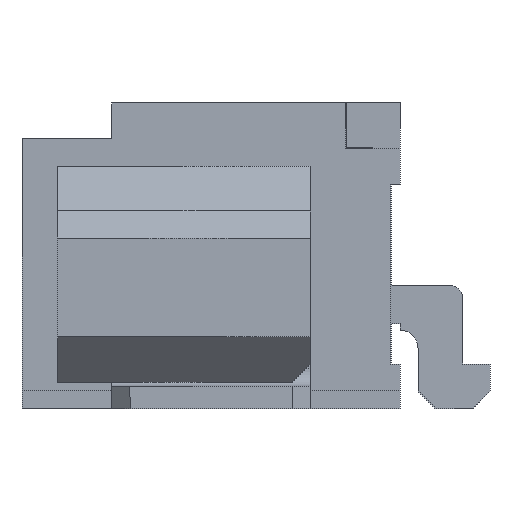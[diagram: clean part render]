
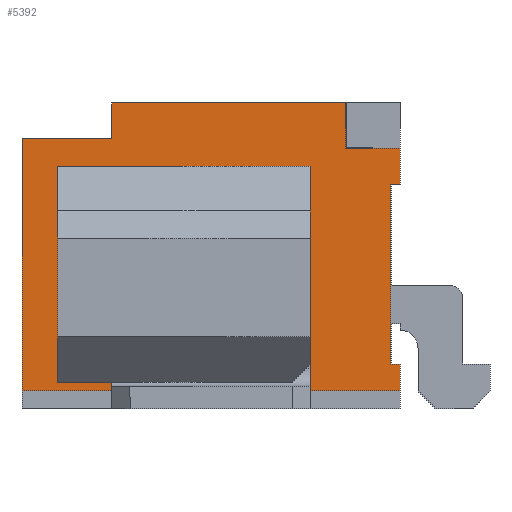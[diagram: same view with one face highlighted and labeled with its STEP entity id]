
A CAD part, left-side view. The second image highlights one B-rep face of the part: STEP entity #5392.
In plain terms, the highlighted planar face has unit normal (-1, 0, 0).
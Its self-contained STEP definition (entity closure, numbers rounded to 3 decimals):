
#13 = LINE ( 'NONE', #1610, #5295 ) ;
#39 = CARTESIAN_POINT ( 'NONE',  ( -2.125, -2.225, -1.5 ) ) ;
#69 = EDGE_CURVE ( 'NONE', #1436, #77, #5235, .T. ) ;
#77 = VERTEX_POINT ( 'NONE', #2270 ) ;
#123 = EDGE_CURVE ( 'NONE', #4951, #5060, #4038, .T. ) ;
#270 = CARTESIAN_POINT ( 'NONE',  ( -2.125, 0.975, -1.3 ) ) ;
#285 = CARTESIAN_POINT ( 'NONE',  ( -2.125, 0.975, 1.6 ) ) ;
#297 = VECTOR ( 'NONE', #3657, 1000. ) ;
#670 = CARTESIAN_POINT ( 'NONE',  ( -2.125, 0.975, -1.5 ) ) ;
#784 = LINE ( 'NONE', #4681, #297 ) ;
#800 = EDGE_CURVE ( 'NONE', #3908, #2262, #6436, .T. ) ;
#824 = VECTOR ( 'NONE', #1983, 1000. ) ;
#840 = DIRECTION ( 'NONE',  ( 0., 0., -1. ) ) ;
#857 = VECTOR ( 'NONE', #5366, 1000. ) ;
#901 = ORIENTED_EDGE ( 'NONE', *, *, #4040, .T. ) ;
#965 = CARTESIAN_POINT ( 'NONE',  ( -2.125, -3.125, 0.7 ) ) ;
#979 = VERTEX_POINT ( 'NONE', #3424 ) ;
#1024 = ORIENTED_EDGE ( 'NONE', *, *, #5485, .T. ) ;
#1040 = LINE ( 'NONE', #270, #3619 ) ;
#1095 = EDGE_CURVE ( 'NONE', #3298, #5353, #4255, .T. ) ;
#1103 = LINE ( 'NONE', #2447, #3054 ) ;
#1220 = EDGE_CURVE ( 'NONE', #979, #3149, #5214, .T. ) ;
#1233 = VERTEX_POINT ( 'NONE', #1847 ) ;
#1336 = DIRECTION ( 'NONE',  ( 0., 1., 0. ) ) ;
#1408 = CARTESIAN_POINT ( 'NONE',  ( -2.125, -3.225, -1.6 ) ) ;
#1424 = CARTESIAN_POINT ( 'NONE',  ( -2.125, 0.975, 0.9 ) ) ;
#1436 = VERTEX_POINT ( 'NONE', #39 ) ;
#1443 = FACE_BOUND ( 'NONE', #2524, .T. ) ;
#1502 = LINE ( 'NONE', #4487, #4693 ) ;
#1610 = CARTESIAN_POINT ( 'NONE',  ( -2.125, 0.975, 0.7 ) ) ;
#1724 = PLANE ( 'NONE',  #4045 ) ;
#1799 = VECTOR ( 'NONE', #4819, 1000. ) ;
#1806 = ORIENTED_EDGE ( 'NONE', *, *, #5672, .T. ) ;
#1820 = CARTESIAN_POINT ( 'NONE',  ( -2.125, 0.975, -1.6 ) ) ;
#1832 = VECTOR ( 'NONE', #2768, 1000. ) ;
#1847 = CARTESIAN_POINT ( 'NONE',  ( -2.125, -3.225, 0.7 ) ) ;
#1858 = ORIENTED_EDGE ( 'NONE', *, *, #5491, .T. ) ;
#1894 = DIRECTION ( 'NONE',  ( 0., 1., 0. ) ) ;
#1941 = FACE_OUTER_BOUND ( 'NONE', #5448, .T. ) ;
#1983 = DIRECTION ( 'NONE',  ( 0., -1., 0. ) ) ;
#1999 = LINE ( 'NONE', #1820, #857 ) ;
#2245 = ORIENTED_EDGE ( 'NONE', *, *, #1220, .T. ) ;
#2262 = VERTEX_POINT ( 'NONE', #5050 ) ;
#2270 = CARTESIAN_POINT ( 'NONE',  ( -2.125, 0.575, -1.5 ) ) ;
#2280 = VERTEX_POINT ( 'NONE', #2589 ) ;
#2426 = CARTESIAN_POINT ( 'NONE',  ( -2.125, -0.025, 1.6 ) ) ;
#2447 = CARTESIAN_POINT ( 'NONE',  ( -2.125, -3.225, -1.8 ) ) ;
#2501 = LINE ( 'NONE', #5294, #2816 ) ;
#2524 = EDGE_LOOP ( 'NONE', ( #6319, #1858, #4206, #1024 ) ) ;
#2589 = CARTESIAN_POINT ( 'NONE',  ( -2.125, 0.975, -1.6 ) ) ;
#2617 = VECTOR ( 'NONE', #5818, 1000. ) ;
#2709 = DIRECTION ( 'NONE',  ( -1., 0., 0. ) ) ;
#2768 = DIRECTION ( 'NONE',  ( 0., 0., 1. ) ) ;
#2798 = VERTEX_POINT ( 'NONE', #6188 ) ;
#2816 = VECTOR ( 'NONE', #4331, 1000. ) ;
#2879 = VECTOR ( 'NONE', #3059, 1000. ) ;
#2894 = EDGE_CURVE ( 'NONE', #5415, #2280, #784, .T. ) ;
#3054 = VECTOR ( 'NONE', #3384, 1000. ) ;
#3059 = DIRECTION ( 'NONE',  ( 0., 0., -1. ) ) ;
#3091 = CARTESIAN_POINT ( 'NONE',  ( -2.125, 0.575, 0.9 ) ) ;
#3149 = VERTEX_POINT ( 'NONE', #2426 ) ;
#3243 = ORIENTED_EDGE ( 'NONE', *, *, #123, .F. ) ;
#3245 = EDGE_CURVE ( 'NONE', #2798, #3876, #1502, .T. ) ;
#3298 = VERTEX_POINT ( 'NONE', #3091 ) ;
#3306 = ORIENTED_EDGE ( 'NONE', *, *, #6218, .T. ) ;
#3323 = ORIENTED_EDGE ( 'NONE', *, *, #5002, .T. ) ;
#3357 = CARTESIAN_POINT ( 'NONE',  ( -2.125, 0.975, 1.1 ) ) ;
#3384 = DIRECTION ( 'NONE',  ( 0., 0., 1. ) ) ;
#3424 = CARTESIAN_POINT ( 'NONE',  ( -2.125, -2.625, 1.6 ) ) ;
#3592 = EDGE_CURVE ( 'NONE', #2280, #5060, #1999, .T. ) ;
#3619 = VECTOR ( 'NONE', #1336, 1000. ) ;
#3657 = DIRECTION ( 'NONE',  ( 0., 0., -1. ) ) ;
#3726 = DIRECTION ( 'NONE',  ( 0., -1., 0. ) ) ;
#3762 = VERTEX_POINT ( 'NONE', #4504 ) ;
#3771 = ORIENTED_EDGE ( 'NONE', *, *, #3592, .T. ) ;
#3876 = VERTEX_POINT ( 'NONE', #965 ) ;
#3908 = VERTEX_POINT ( 'NONE', #4544 ) ;
#3970 = LINE ( 'NONE', #6197, #1832 ) ;
#3971 = DIRECTION ( 'NONE',  ( 0., 0., 1. ) ) ;
#4019 = VECTOR ( 'NONE', #1894, 1000. ) ;
#4038 = LINE ( 'NONE', #4969, #6361 ) ;
#4040 = EDGE_CURVE ( 'NONE', #2262, #979, #3970, .T. ) ;
#4045 = AXIS2_PLACEMENT_3D ( 'NONE', #5784, #2709, #4263 ) ;
#4188 = ORIENTED_EDGE ( 'NONE', *, *, #4774, .T. ) ;
#4206 = ORIENTED_EDGE ( 'NONE', *, *, #69, .T. ) ;
#4255 = LINE ( 'NONE', #1424, #824 ) ;
#4263 = DIRECTION ( 'NONE',  ( 0., 0., 1. ) ) ;
#4305 = DIRECTION ( 'NONE',  ( 0., 0., 1. ) ) ;
#4331 = DIRECTION ( 'NONE',  ( 0., 0., -1. ) ) ;
#4345 = ORIENTED_EDGE ( 'NONE', *, *, #3245, .T. ) ;
#4427 = CARTESIAN_POINT ( 'NONE',  ( -2.125, -3.225, -1.3 ) ) ;
#4487 = CARTESIAN_POINT ( 'NONE',  ( -2.125, -3.125, -1.8 ) ) ;
#4504 = CARTESIAN_POINT ( 'NONE',  ( -2.125, -0.025, 1.2 ) ) ;
#4544 = CARTESIAN_POINT ( 'NONE',  ( -2.125, -3.225, 1.1 ) ) ;
#4681 = CARTESIAN_POINT ( 'NONE',  ( -2.125, 0.975, -1.8 ) ) ;
#4693 = VECTOR ( 'NONE', #3971, 1000. ) ;
#4774 = EDGE_CURVE ( 'NONE', #3876, #1233, #13, .T. ) ;
#4816 = CARTESIAN_POINT ( 'NONE',  ( -2.125, 0.975, 1.2 ) ) ;
#4819 = DIRECTION ( 'NONE',  ( 0., 1., 0. ) ) ;
#4853 = CARTESIAN_POINT ( 'NONE',  ( -2.125, 0.575, -1.8 ) ) ;
#4951 = VERTEX_POINT ( 'NONE', #4427 ) ;
#4969 = CARTESIAN_POINT ( 'NONE',  ( -2.125, -3.225, -1.8 ) ) ;
#5002 = EDGE_CURVE ( 'NONE', #4951, #2798, #1040, .T. ) ;
#5050 = CARTESIAN_POINT ( 'NONE',  ( -2.125, -2.625, 1.1 ) ) ;
#5060 = VERTEX_POINT ( 'NONE', #1408 ) ;
#5082 = CARTESIAN_POINT ( 'NONE',  ( -2.125, -0.025, -1.8 ) ) ;
#5104 = LINE ( 'NONE', #5764, #6237 ) ;
#5156 = ORIENTED_EDGE ( 'NONE', *, *, #800, .T. ) ;
#5214 = LINE ( 'NONE', #285, #4019 ) ;
#5235 = LINE ( 'NONE', #670, #2617 ) ;
#5245 = CARTESIAN_POINT ( 'NONE',  ( -2.125, -2.225, 0.9 ) ) ;
#5294 = CARTESIAN_POINT ( 'NONE',  ( -2.125, -2.225, -1.8 ) ) ;
#5295 = VECTOR ( 'NONE', #3726, 1000. ) ;
#5353 = VERTEX_POINT ( 'NONE', #5245 ) ;
#5358 = LINE ( 'NONE', #5082, #2879 ) ;
#5366 = DIRECTION ( 'NONE',  ( 0., -1., 0. ) ) ;
#5372 = VECTOR ( 'NONE', #4305, 1000. ) ;
#5392 = ADVANCED_FACE ( 'NONE', ( #1443, #1941 ), #1724, .T. ) ;
#5415 = VERTEX_POINT ( 'NONE', #4816 ) ;
#5448 = EDGE_LOOP ( 'NONE', ( #1806, #5156, #901, #2245, #3306, #6422, #5644, #3771, #3243, #3323, #4345, #4188 ) ) ;
#5485 = EDGE_CURVE ( 'NONE', #77, #3298, #6581, .T. ) ;
#5491 = EDGE_CURVE ( 'NONE', #5353, #1436, #2501, .T. ) ;
#5644 = ORIENTED_EDGE ( 'NONE', *, *, #2894, .T. ) ;
#5672 = EDGE_CURVE ( 'NONE', #1233, #3908, #1103, .T. ) ;
#5764 = CARTESIAN_POINT ( 'NONE',  ( -2.125, 0.975, 1.2 ) ) ;
#5784 = CARTESIAN_POINT ( 'NONE',  ( -2.125, 0.975, -1.8 ) ) ;
#5818 = DIRECTION ( 'NONE',  ( 0., 1., 0. ) ) ;
#6188 = CARTESIAN_POINT ( 'NONE',  ( -2.125, -3.125, -1.3 ) ) ;
#6197 = CARTESIAN_POINT ( 'NONE',  ( -2.125, -2.625, -1.8 ) ) ;
#6218 = EDGE_CURVE ( 'NONE', #3149, #3762, #5358, .T. ) ;
#6237 = VECTOR ( 'NONE', #6292, 1000. ) ;
#6292 = DIRECTION ( 'NONE',  ( 0., 1., 0. ) ) ;
#6319 = ORIENTED_EDGE ( 'NONE', *, *, #1095, .T. ) ;
#6337 = EDGE_CURVE ( 'NONE', #3762, #5415, #5104, .T. ) ;
#6361 = VECTOR ( 'NONE', #840, 1000. ) ;
#6422 = ORIENTED_EDGE ( 'NONE', *, *, #6337, .T. ) ;
#6436 = LINE ( 'NONE', #3357, #1799 ) ;
#6581 = LINE ( 'NONE', #4853, #5372 ) ;
